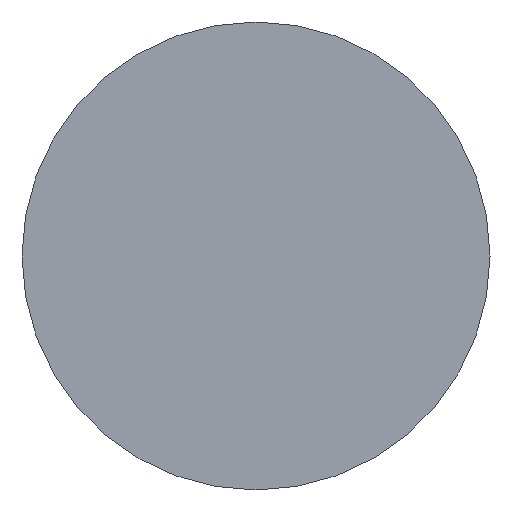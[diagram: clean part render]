
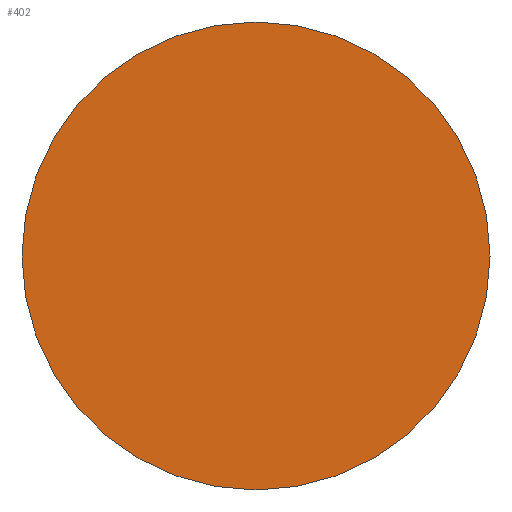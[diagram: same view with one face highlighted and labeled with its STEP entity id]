
A CAD part, front view. The second image highlights one B-rep face of the part: STEP entity #402.
In plain terms, the highlighted planar face has unit normal (0, -1, 0).
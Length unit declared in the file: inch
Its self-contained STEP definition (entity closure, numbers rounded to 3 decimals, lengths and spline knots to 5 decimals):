
#6 = EDGE_CURVE ( 'NONE', #347, #295, #35, .T. ) ;
#32 = CARTESIAN_POINT ( 'NONE',  ( 0., 0., 0. ) ) ;
#35 = CIRCLE ( 'NONE', #59, 0.09375 ) ;
#42 = AXIS2_PLACEMENT_3D ( 'NONE', #268, #56, #165 ) ;
#46 = DIRECTION ( 'NONE',  ( 0., -1., 0. ) ) ;
#56 = DIRECTION ( 'NONE',  ( 0., -1., 0. ) ) ;
#59 = AXIS2_PLACEMENT_3D ( 'NONE', #328, #46, #354 ) ;
#68 = CARTESIAN_POINT ( 'NONE',  ( 0., 0., 0.09375 ) ) ;
#97 = ORIENTED_EDGE ( 'NONE', *, *, #301, .T. ) ;
#115 = EDGE_LOOP ( 'NONE', ( #97, #226 ) ) ;
#118 = AXIS2_PLACEMENT_3D ( 'NONE', #32, #293, #218 ) ;
#165 = DIRECTION ( 'NONE',  ( 0., 0., -1. ) ) ;
#202 = CIRCLE ( 'NONE', #42, 0.09375 ) ;
#218 = DIRECTION ( 'NONE',  ( 0., 0., -1. ) ) ;
#226 = ORIENTED_EDGE ( 'NONE', *, *, #6, .T. ) ;
#268 = CARTESIAN_POINT ( 'NONE',  ( 0., 0., 0. ) ) ;
#293 = DIRECTION ( 'NONE',  ( 0., -1., 0. ) ) ;
#295 = VERTEX_POINT ( 'NONE', #374 ) ;
#301 = EDGE_CURVE ( 'NONE', #295, #347, #202, .T. ) ;
#328 = CARTESIAN_POINT ( 'NONE',  ( 0., 0., 0. ) ) ;
#347 = VERTEX_POINT ( 'NONE', #68 ) ;
#354 = DIRECTION ( 'NONE',  ( 0., 0., -1. ) ) ;
#374 = CARTESIAN_POINT ( 'NONE',  ( 0., 0., -0.09375 ) ) ;
#379 = FACE_OUTER_BOUND ( 'NONE', #115, .T. ) ;
#383 = PLANE ( 'NONE',  #118 ) ;
#402 = ADVANCED_FACE ( 'NONE', ( #379 ), #383, .T. ) ;
